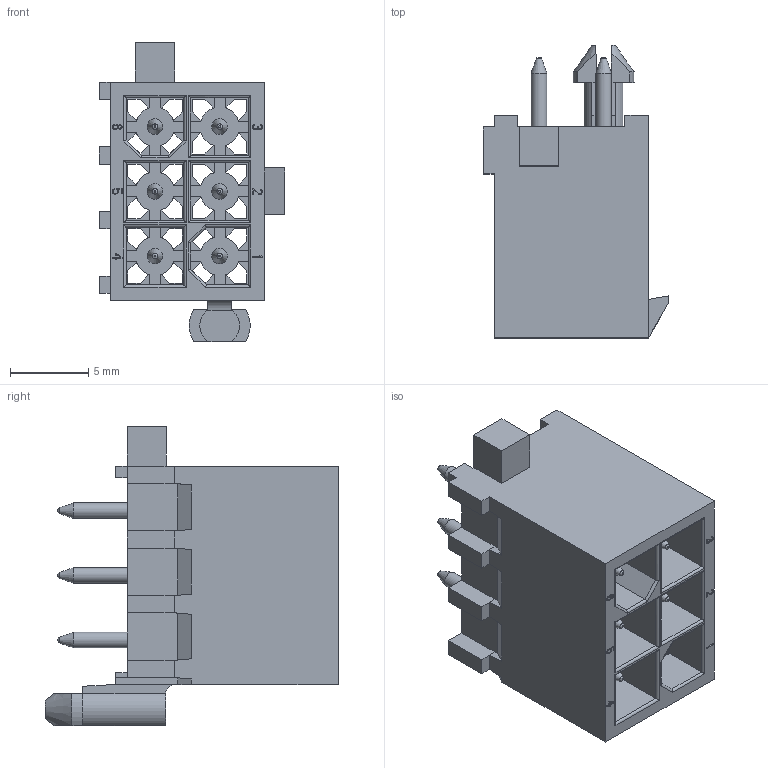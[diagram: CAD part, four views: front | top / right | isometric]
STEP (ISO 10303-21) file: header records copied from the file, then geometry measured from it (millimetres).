
FILE_DESCRIPTION( ('This file contains a STEP AP42 implementation' ,'as created by ZW3D STEP Interface translator.') ,'2;1' );
FILE_NAME( 'WF4141-2WS03WX2.stp' ,'231019.153636', (''), ('ZWCAD Software Co.'), 'Version 1.0', 'ZW3D to STEP translator', '' );
FILE_SCHEMA(('AUTOMOTIVE_DESIGN { 1 0 10303 214 1 1 1 1 }'));
Length unit declared in the file: millimetre
Products named in the file (2): 0; WF4141-2WS03WX2
Bounding box: 11.86 x 18.78 x 19.15 mm (x, y, z)
Volume: 1049.8 mm3; surface area: 2573.3 mm2
Topology: 1 solids, 1 shells, 610 faces, 1749 edges, 1143 vertices
Faces by surface type: plane 501, cylinder 71, cone 26, bspline 12
Full cylindrical faces by diameter (mm): 1 x12
Entity records: 20781 total; most frequent: CARTESIAN_POINT 4051, ORIENTED_EDGE 3498, DIRECTION 3107, EDGE_CURVE 1749, VECTOR 1517, LINE 1517, VERTEX_POINT 1143, AXIS2_PLACEMENT_3D 795
